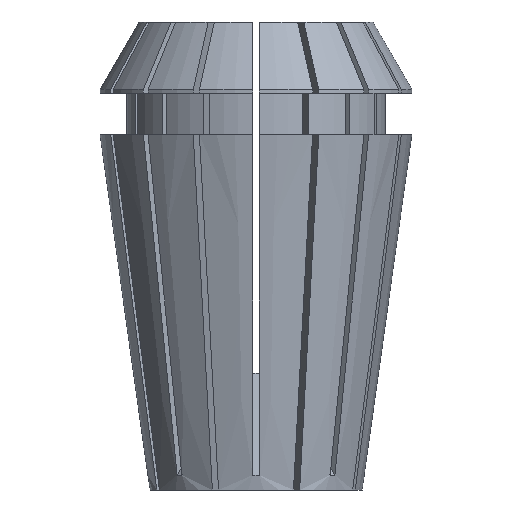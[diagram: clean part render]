
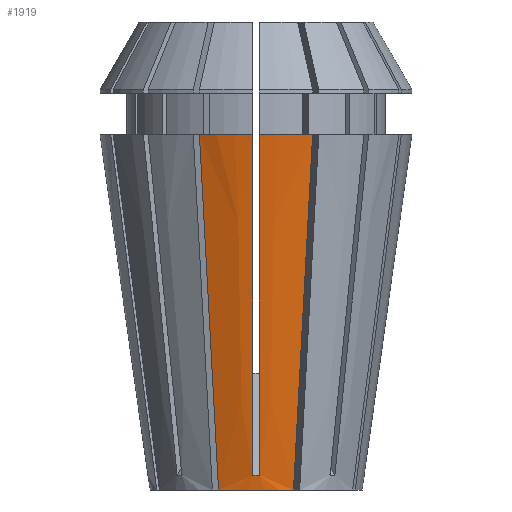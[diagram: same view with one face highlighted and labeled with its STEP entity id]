
A CAD part, front view. The second image highlights one B-rep face of the part: STEP entity #1919.
In plain terms, the highlighted conical face has half-angle 8 degrees and reference radius 7.141 mm.
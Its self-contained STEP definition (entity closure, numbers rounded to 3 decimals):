
#94 = CARTESIAN_POINT ( 'NONE',  ( 0., 0., 23.9 ) ) ;
#154 = ORIENTED_EDGE ( 'NONE', *, *, #407, .F. ) ;
#183 = CARTESIAN_POINT ( 'NONE',  ( -3.81, -9.785, 23.9 ) ) ;
#222 = CARTESIAN_POINT ( 'NONE',  ( -2.625, -6.925, 1.882 ) ) ;
#294 = CARTESIAN_POINT ( 'NONE',  ( -0.225, -7.279, 1.004 ) ) ;
#309 = CARTESIAN_POINT ( 'NONE',  ( -0.225, -10.498, 23.9 ) ) ;
#400 = EDGE_CURVE ( 'NONE', #3479, #6355, #3054, .T. ) ;
#407 = EDGE_CURVE ( 'NONE', #5891, #5396, #3560, .T. ) ;
#531 = CARTESIAN_POINT ( 'NONE',  ( 2.524, -6.681, 0. ) ) ;
#670 = VERTEX_POINT ( 'NONE', #3372 ) ;
#684 = CARTESIAN_POINT ( 'NONE',  ( 0.225, -7.279, 1.004 ) ) ;
#748 = CARTESIAN_POINT ( 'NONE',  ( 2.726, -7.169, 3.763 ) ) ;
#981 = AXIS2_PLACEMENT_3D ( 'NONE', #94, #1524, #3500 ) ;
#1024 = CARTESIAN_POINT ( 'NONE',  ( 0., 0., 0. ) ) ;
#1140 = CARTESIAN_POINT ( 'NONE',  ( 0.225, -7.279, 1.004 ) ) ;
#1160 = CARTESIAN_POINT ( 'NONE',  ( -3.81, -9.785, 23.9 ) ) ;
#1201 = CARTESIAN_POINT ( 'NONE',  ( 3.81, -9.785, 23.9 ) ) ;
#1347 = CIRCLE ( 'NONE', #3836, 7.141 ) ;
#1411 = B_SPLINE_CURVE_WITH_KNOTS ( 'NONE', 3,
 ( #183, #2612, #3137, #3597, #5192, #222, #5171 ),
 .UNSPECIFIED., .F., .F.,
 ( 4, 3, 4 ),
 ( 0., 0.018, 0.024 ),
 .UNSPECIFIED. ) ;
#1442 = CONICAL_SURFACE ( 'NONE', #2649, 7.141, 0.14 ) ;
#1522 = CARTESIAN_POINT ( 'NONE',  ( 0.225, -9.777, 18.774 ) ) ;
#1524 = DIRECTION ( 'NONE',  ( 0., 0., -1. ) ) ;
#1529 = B_SPLINE_CURVE_WITH_KNOTS ( 'NONE', 3,
 ( #4496, #5028, #1522, #3046, #4992, #5484, #2516, #6002, #1545, #684 ),
 .UNSPECIFIED., .F., .F.,
 ( 4, 3, 3, 4 ),
 ( 0.044, 0.052, 0.065, 0.067 ),
 .UNSPECIFIED. ) ;
#1545 = CARTESIAN_POINT ( 'NONE',  ( 0.225, -7.375, 1.686 ) ) ;
#1557 = CARTESIAN_POINT ( 'NONE',  ( -2.524, -6.681, 0. ) ) ;
#1562 = EDGE_CURVE ( 'NONE', #3479, #670, #3229, .T. ) ;
#1582 = VERTEX_POINT ( 'NONE', #1140 ) ;
#1661 = CARTESIAN_POINT ( 'NONE',  ( -0.225, -10.498, 23.9 ) ) ;
#1663 = VERTEX_POINT ( 'NONE', #1160 ) ;
#1919 = ADVANCED_FACE ( 'NONE', ( #6240 ), #1442, .T. ) ;
#2133 = ORIENTED_EDGE ( 'NONE', *, *, #2216, .T. ) ;
#2216 = EDGE_CURVE ( 'NONE', #1663, #4194, #1411, .T. ) ;
#2244 = CARTESIAN_POINT ( 'NONE',  ( 0.225, -7.279, 1.004 ) ) ;
#2516 = CARTESIAN_POINT ( 'NONE',  ( 0.225, -7.567, 3.05 ) ) ;
#2540 = EDGE_LOOP ( 'NONE', ( #5955, #2765, #5786, #5180, #154, #4117, #2133, #4795 ) ) ;
#2612 = CARTESIAN_POINT ( 'NONE',  ( -3.482, -8.995, 17.815 ) ) ;
#2649 = AXIS2_PLACEMENT_3D ( 'NONE', #1024, #2897, #4945 ) ;
#2765 = ORIENTED_EDGE ( 'NONE', *, *, #1562, .T. ) ;
#2779 = CARTESIAN_POINT ( 'NONE',  ( -0.225, -7.567, 3.05 ) ) ;
#2817 = CARTESIAN_POINT ( 'NONE',  ( -0.225, -7.471, 2.368 ) ) ;
#2897 = DIRECTION ( 'NONE',  ( 0., 0., 1. ) ) ;
#3046 = CARTESIAN_POINT ( 'NONE',  ( 0.225, -9.417, 16.211 ) ) ;
#3054 = B_SPLINE_CURVE_WITH_KNOTS ( 'NONE', 3,
 ( #5672, #3706, #6169, #6185, #748, #3219, #6230 ),
 .UNSPECIFIED., .F., .F.,
 ( 4, 3, 4 ),
 ( 0., 0.018, 0.024 ),
 .UNSPECIFIED. ) ;
#3137 = CARTESIAN_POINT ( 'NONE',  ( -3.155, -8.204, 11.73 ) ) ;
#3219 = CARTESIAN_POINT ( 'NONE',  ( 2.625, -6.925, 1.882 ) ) ;
#3229 = CIRCLE ( 'NONE', #981, 10.5 ) ;
#3372 = CARTESIAN_POINT ( 'NONE',  ( 0.225, -10.498, 23.9 ) ) ;
#3431 = EDGE_CURVE ( 'NONE', #670, #1582, #1529, .T. ) ;
#3479 = VERTEX_POINT ( 'NONE', #1201 ) ;
#3500 = DIRECTION ( 'NONE',  ( -1., 0., 0. ) ) ;
#3560 = B_SPLINE_CURVE_WITH_KNOTS ( 'NONE', 3,
 ( #309, #5236, #3664, #5166, #4700, #5802, #2779, #2817, #6281, #4292 ),
 .UNSPECIFIED., .F., .F.,
 ( 4, 3, 3, 4 ),
 ( 0.044, 0.052, 0.065, 0.067 ),
 .UNSPECIFIED. ) ;
#3597 = CARTESIAN_POINT ( 'NONE',  ( -2.827, -7.414, 5.645 ) ) ;
#3664 = CARTESIAN_POINT ( 'NONE',  ( -0.225, -9.777, 18.774 ) ) ;
#3692 = CARTESIAN_POINT ( 'NONE',  ( -0.225, -7.279, 1.004 ) ) ;
#3706 = CARTESIAN_POINT ( 'NONE',  ( 3.482, -8.995, 17.815 ) ) ;
#3836 = AXIS2_PLACEMENT_3D ( 'NONE', #5817, #4835, #5374 ) ;
#3865 = AXIS2_PLACEMENT_3D ( 'NONE', #4805, #5368, #4314 ) ;
#4013 = EDGE_CURVE ( 'NONE', #5891, #1663, #5585, .T. ) ;
#4117 = ORIENTED_EDGE ( 'NONE', *, *, #4013, .T. ) ;
#4194 = VERTEX_POINT ( 'NONE', #1557 ) ;
#4292 = CARTESIAN_POINT ( 'NONE',  ( -0.225, -7.279, 1.004 ) ) ;
#4314 = DIRECTION ( 'NONE',  ( -1., 0., 0. ) ) ;
#4496 = CARTESIAN_POINT ( 'NONE',  ( 0.225, -10.498, 23.9 ) ) ;
#4700 = CARTESIAN_POINT ( 'NONE',  ( -0.225, -8.8, 11.824 ) ) ;
#4759 = B_SPLINE_CURVE_WITH_KNOTS ( 'NONE', 3,
 ( #294, #5703, #6214, #2244 ),
 .UNSPECIFIED., .F., .F.,
 ( 4, 4 ),
 ( 0., 0. ),
 .UNSPECIFIED. ) ;
#4795 = ORIENTED_EDGE ( 'NONE', *, *, #5105, .F. ) ;
#4805 = CARTESIAN_POINT ( 'NONE',  ( 0., 0., 23.9 ) ) ;
#4835 = DIRECTION ( 'NONE',  ( 0., 0., -1. ) ) ;
#4857 = EDGE_CURVE ( 'NONE', #5396, #1582, #4759, .T. ) ;
#4945 = DIRECTION ( 'NONE',  ( 1., 0., 0. ) ) ;
#4992 = CARTESIAN_POINT ( 'NONE',  ( 0.225, -8.8, 11.824 ) ) ;
#5028 = CARTESIAN_POINT ( 'NONE',  ( 0.225, -10.138, 21.337 ) ) ;
#5105 = EDGE_CURVE ( 'NONE', #6355, #4194, #1347, .T. ) ;
#5166 = CARTESIAN_POINT ( 'NONE',  ( -0.225, -9.417, 16.211 ) ) ;
#5171 = CARTESIAN_POINT ( 'NONE',  ( -2.524, -6.681, 0. ) ) ;
#5180 = ORIENTED_EDGE ( 'NONE', *, *, #4857, .F. ) ;
#5192 = CARTESIAN_POINT ( 'NONE',  ( -2.726, -7.169, 3.763 ) ) ;
#5236 = CARTESIAN_POINT ( 'NONE',  ( -0.225, -10.138, 21.337 ) ) ;
#5368 = DIRECTION ( 'NONE',  ( 0., 0., -1. ) ) ;
#5374 = DIRECTION ( 'NONE',  ( -1., 0., 0. ) ) ;
#5396 = VERTEX_POINT ( 'NONE', #3692 ) ;
#5484 = CARTESIAN_POINT ( 'NONE',  ( 0.225, -8.184, 7.437 ) ) ;
#5585 = CIRCLE ( 'NONE', #3865, 10.5 ) ;
#5672 = CARTESIAN_POINT ( 'NONE',  ( 3.81, -9.785, 23.9 ) ) ;
#5703 = CARTESIAN_POINT ( 'NONE',  ( -0.075, -7.283, 0.999 ) ) ;
#5786 = ORIENTED_EDGE ( 'NONE', *, *, #3431, .T. ) ;
#5802 = CARTESIAN_POINT ( 'NONE',  ( -0.225, -8.184, 7.437 ) ) ;
#5817 = CARTESIAN_POINT ( 'NONE',  ( 0., 0., 0. ) ) ;
#5891 = VERTEX_POINT ( 'NONE', #1661 ) ;
#5955 = ORIENTED_EDGE ( 'NONE', *, *, #400, .F. ) ;
#6002 = CARTESIAN_POINT ( 'NONE',  ( 0.225, -7.471, 2.368 ) ) ;
#6169 = CARTESIAN_POINT ( 'NONE',  ( 3.155, -8.204, 11.73 ) ) ;
#6185 = CARTESIAN_POINT ( 'NONE',  ( 2.827, -7.414, 5.645 ) ) ;
#6214 = CARTESIAN_POINT ( 'NONE',  ( 0.075, -7.283, 0.999 ) ) ;
#6230 = CARTESIAN_POINT ( 'NONE',  ( 2.524, -6.681, 0. ) ) ;
#6240 = FACE_OUTER_BOUND ( 'NONE', #2540, .T. ) ;
#6281 = CARTESIAN_POINT ( 'NONE',  ( -0.225, -7.375, 1.686 ) ) ;
#6355 = VERTEX_POINT ( 'NONE', #531 ) ;
